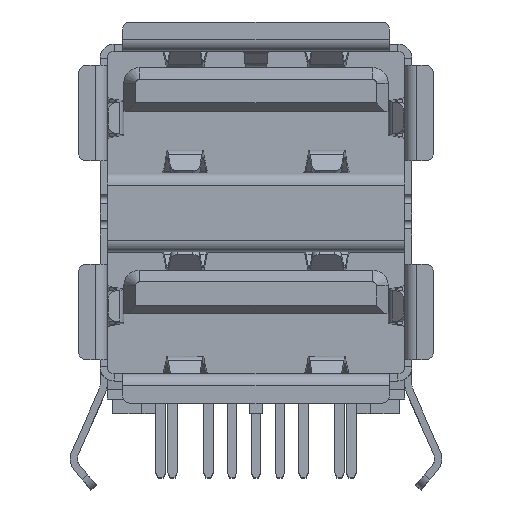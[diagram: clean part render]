
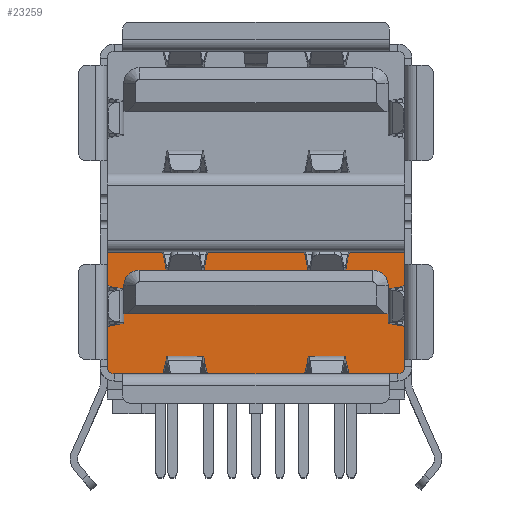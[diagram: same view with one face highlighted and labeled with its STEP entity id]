
A CAD part, top view. The second image highlights one B-rep face of the part: STEP entity #23259.
In plain terms, the highlighted planar face has unit normal (0, 0, 1).
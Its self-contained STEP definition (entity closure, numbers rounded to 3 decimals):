
#178 = DIRECTION ( 'NONE',  ( 0., 1., 0. ) ) ;
#187 = EDGE_CURVE ( 'NONE', #21306, #27062, #2501, .T. ) ;
#466 = ORIENTED_EDGE ( 'NONE', *, *, #15727, .F. ) ;
#505 = CARTESIAN_POINT ( 'NONE',  ( 4.9, 5.36, 0. ) ) ;
#2501 = LINE ( 'NONE', #28889, #9057 ) ;
#2570 = CARTESIAN_POINT ( 'NONE',  ( -6.25, 15.2, 0. ) ) ;
#3252 = DIRECTION ( 'NONE',  ( 0., 1., 0. ) ) ;
#4251 = DIRECTION ( 'NONE',  ( 1., 0., 0. ) ) ;
#4875 = CARTESIAN_POINT ( 'NONE',  ( -5.55, 4.18, 0. ) ) ;
#4905 = DIRECTION ( 'NONE',  ( 1., 0., 0. ) ) ;
#5266 = FACE_BOUND ( 'NONE', #28105, .T. ) ;
#5456 = VECTOR ( 'NONE', #4251, 1000. ) ;
#5513 = ORIENTED_EDGE ( 'NONE', *, *, #15720, .T. ) ;
#5724 = DIRECTION ( 'NONE',  ( -1., 0., 0. ) ) ;
#5881 = CARTESIAN_POINT ( 'NONE',  ( 5.55, 4.18, 0. ) ) ;
#6073 = CARTESIAN_POINT ( 'NONE',  ( 6.25, 6.77, 0. ) ) ;
#6158 = VECTOR ( 'NONE', #28697, 1000. ) ;
#6516 = DIRECTION ( 'NONE',  ( 1., 0., 0. ) ) ;
#6680 = VERTEX_POINT ( 'NONE', #6073 ) ;
#7242 = CARTESIAN_POINT ( 'NONE',  ( -15.89, 1.65, 0. ) ) ;
#7649 = EDGE_CURVE ( 'NONE', #9699, #6680, #20675, .T. ) ;
#7662 = VERTEX_POINT ( 'NONE', #4875 ) ;
#7805 = ORIENTED_EDGE ( 'NONE', *, *, #9153, .F. ) ;
#8254 = EDGE_LOOP ( 'NONE', ( #466, #5513, #12645, #7805 ) ) ;
#8452 = CARTESIAN_POINT ( 'NONE',  ( 4.9, 6.01, 0. ) ) ;
#9057 = VECTOR ( 'NONE', #3252, 1000. ) ;
#9153 = EDGE_CURVE ( 'NONE', #9585, #6680, #28209, .T. ) ;
#9220 = CARTESIAN_POINT ( 'NONE',  ( -5.55, 4.18, 0. ) ) ;
#9242 = ORIENTED_EDGE ( 'NONE', *, *, #187, .F. ) ;
#9585 = VERTEX_POINT ( 'NONE', #27107 ) ;
#9699 = VERTEX_POINT ( 'NONE', #29927 ) ;
#9965 = DIRECTION ( 'NONE',  ( 0., 0., -1. ) ) ;
#10185 = VERTEX_POINT ( 'NONE', #20555 ) ;
#10384 = LINE ( 'NONE', #9220, #19521 ) ;
#10391 = LINE ( 'NONE', #24384, #20265 ) ;
#10629 = DIRECTION ( 'NONE',  ( -1., 0., 0. ) ) ;
#10937 = LINE ( 'NONE', #7242, #14596 ) ;
#11009 = EDGE_CURVE ( 'NONE', #27062, #18568, #15927, .T. ) ;
#11860 = EDGE_CURVE ( 'NONE', #7662, #12749, #10384, .T. ) ;
#11969 = ORIENTED_EDGE ( 'NONE', *, *, #25823, .T. ) ;
#12033 = DIRECTION ( 'NONE',  ( 1., 0., 0. ) ) ;
#12262 = EDGE_CURVE ( 'NONE', #18568, #10185, #10391, .T. ) ;
#12293 = CARTESIAN_POINT ( 'NONE',  ( -15.89, 15.2, 0. ) ) ;
#12442 = VERTEX_POINT ( 'NONE', #24706 ) ;
#12645 = ORIENTED_EDGE ( 'NONE', *, *, #7649, .T. ) ;
#12749 = VERTEX_POINT ( 'NONE', #20632 ) ;
#12963 = ORIENTED_EDGE ( 'NONE', *, *, #12262, .F. ) ;
#14596 = VECTOR ( 'NONE', #4905, 1000. ) ;
#15720 = EDGE_CURVE ( 'NONE', #12442, #9699, #10937, .T. ) ;
#15727 = EDGE_CURVE ( 'NONE', #12442, #9585, #21901, .T. ) ;
#15927 = CIRCLE ( 'NONE', #19472, 0.65 ) ;
#16050 = AXIS2_PLACEMENT_3D ( 'NONE', #12293, #9965, #29139 ) ;
#16738 = ORIENTED_EDGE ( 'NONE', *, *, #24006, .F. ) ;
#17786 = DIRECTION ( 'NONE',  ( 0., 0., -1. ) ) ;
#18568 = VERTEX_POINT ( 'NONE', #8452 ) ;
#19472 = AXIS2_PLACEMENT_3D ( 'NONE', #505, #26110, #12033 ) ;
#19521 = VECTOR ( 'NONE', #25656, 1000. ) ;
#20265 = VECTOR ( 'NONE', #5724, 1000. ) ;
#20555 = CARTESIAN_POINT ( 'NONE',  ( -4.9, 6.01, 0. ) ) ;
#20632 = CARTESIAN_POINT ( 'NONE',  ( -5.55, 5.36, 0. ) ) ;
#20675 = LINE ( 'NONE', #21412, #26236 ) ;
#21306 = VERTEX_POINT ( 'NONE', #5881 ) ;
#21412 = CARTESIAN_POINT ( 'NONE',  ( 6.25, 15.2, 0. ) ) ;
#21901 = LINE ( 'NONE', #2570, #6158 ) ;
#22621 = ORIENTED_EDGE ( 'NONE', *, *, #11009, .F. ) ;
#22888 = CARTESIAN_POINT ( 'NONE',  ( -15.89, 6.77, 0. ) ) ;
#23152 = LINE ( 'NONE', #25419, #24643 ) ;
#23259 = ADVANCED_FACE ( 'NONE', ( #5266, #30200 ), #26576, .F. ) ;
#23450 = ORIENTED_EDGE ( 'NONE', *, *, #11860, .T. ) ;
#24006 = EDGE_CURVE ( 'NONE', #7662, #21306, #23152, .T. ) ;
#24384 = CARTESIAN_POINT ( 'NONE',  ( 4.9, 6.01, 0. ) ) ;
#24643 = VECTOR ( 'NONE', #6516, 1000. ) ;
#24706 = CARTESIAN_POINT ( 'NONE',  ( -6.25, 1.65, 0. ) ) ;
#24968 = AXIS2_PLACEMENT_3D ( 'NONE', #25094, #17786, #10629 ) ;
#25094 = CARTESIAN_POINT ( 'NONE',  ( -4.9, 5.36, 0. ) ) ;
#25419 = CARTESIAN_POINT ( 'NONE',  ( 0., 4.18, 0. ) ) ;
#25656 = DIRECTION ( 'NONE',  ( 0., 1., 0. ) ) ;
#25823 = EDGE_CURVE ( 'NONE', #12749, #10185, #28194, .T. ) ;
#26110 = DIRECTION ( 'NONE',  ( 0., 0., 1. ) ) ;
#26236 = VECTOR ( 'NONE', #178, 1000. ) ;
#26576 = PLANE ( 'NONE',  #16050 ) ;
#27062 = VERTEX_POINT ( 'NONE', #28618 ) ;
#27107 = CARTESIAN_POINT ( 'NONE',  ( -6.25, 6.77, 0. ) ) ;
#28105 = EDGE_LOOP ( 'NONE', ( #16738, #23450, #11969, #12963, #22621, #9242 ) ) ;
#28194 = CIRCLE ( 'NONE', #24968, 0.65 ) ;
#28209 = LINE ( 'NONE', #22888, #5456 ) ;
#28618 = CARTESIAN_POINT ( 'NONE',  ( 5.55, 5.36, 0. ) ) ;
#28697 = DIRECTION ( 'NONE',  ( 0., 1., 0. ) ) ;
#28889 = CARTESIAN_POINT ( 'NONE',  ( 5.55, 4.18, 0. ) ) ;
#29139 = DIRECTION ( 'NONE',  ( 0., 1., 0. ) ) ;
#29927 = CARTESIAN_POINT ( 'NONE',  ( 6.25, 1.65, 0. ) ) ;
#30200 = FACE_OUTER_BOUND ( 'NONE', #8254, .T. ) ;
